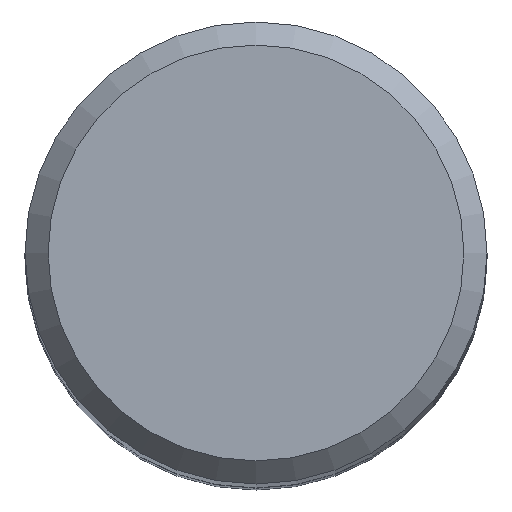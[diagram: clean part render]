
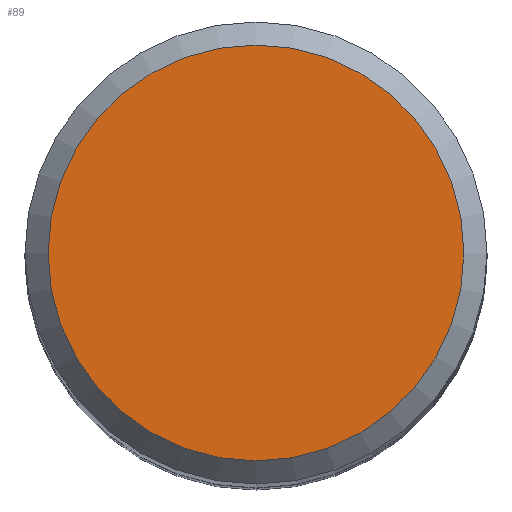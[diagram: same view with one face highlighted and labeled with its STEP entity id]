
A CAD part, top view. The second image highlights one B-rep face of the part: STEP entity #89.
In plain terms, the highlighted free-form (B-spline) face has degree [1, 1] with [2, 2] control points.
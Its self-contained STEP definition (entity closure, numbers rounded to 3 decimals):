
#55 = VERTEX_POINT('', #56);
#56 = CARTESIAN_POINT('', (-4.05, 0., 0.));
#62 = EDGE_CURVE('', #55, #55, #63, .T.);
#63 = CIRCLE('', #64, 4.05);
#64 = AXIS2_PLACEMENT_3D('', #65, #66, #67);
#65 = CARTESIAN_POINT('', (0., 0., 0.));
#66 = DIRECTION('', (0., 0., -1.));
#67 = DIRECTION('', (-1., 0., 0.));
#89 = ADVANCED_FACE('', (#90), #93, .T.);
#90 = FACE_OUTER_BOUND('', #91, .T.);
#91 = EDGE_LOOP('', (#92));
#92 = ORIENTED_EDGE('', *, *, #62, .F.);
#93 = B_SPLINE_SURFACE_WITH_KNOTS('', 1, 1, ((#94, #95), (#96, #97)), .UNSPECIFIED., .F., .F., .U., (2, 2), (2, 2), (0.045, 0.955), (0.045, 0.955), .UNSPECIFIED.);
#94 = CARTESIAN_POINT('', (4.05, -4.05, 0.));
#95 = CARTESIAN_POINT('', (-4.05, -4.05, 0.));
#96 = CARTESIAN_POINT('', (4.05, 4.05, 0.));
#97 = CARTESIAN_POINT('', (-4.05, 4.05, 0.));
